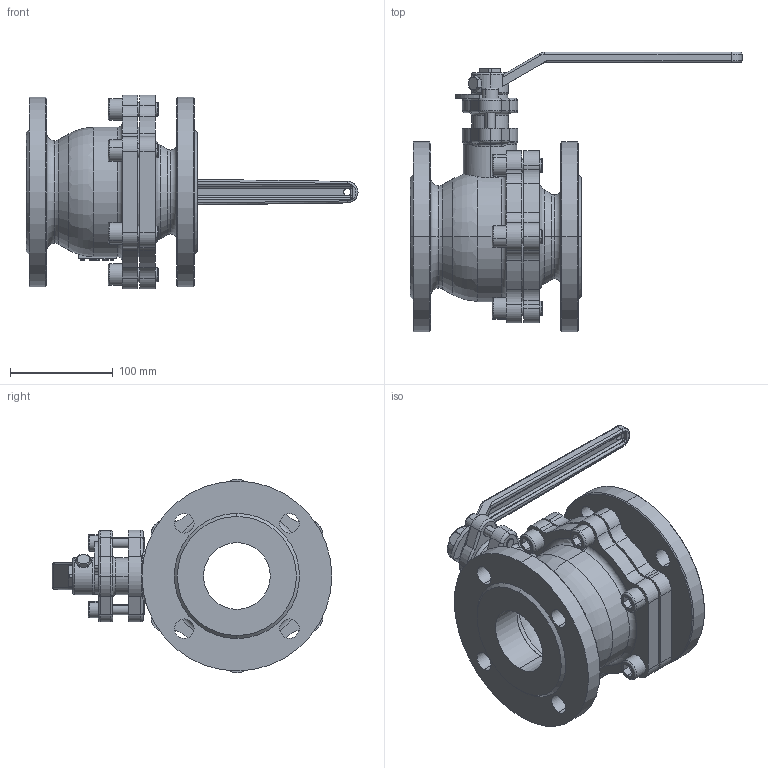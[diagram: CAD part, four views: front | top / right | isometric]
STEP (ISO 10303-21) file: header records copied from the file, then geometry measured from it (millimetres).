
FILE_DESCRIPTION (( 'STEP AP203' ), '1' );
FILE_NAME ('肅65蚾饜极.STEP', '2023-08-23T07:04:51', ( '' ), ( '' ), 'SwSTEP 2.0', 'SolidWorks 2021', '' );
FILE_SCHEMA (( 'CONFIG_CONTROL_DESIGN' ));
Length unit declared in the file: millimetre
Products named in the file (10): 日80借德65手柄; hexagon socket head cap screws gb_GB_FASTENER_SCREWS_HSHCS M10X45-N; 肅65概裝; 肅65蚾饜极; 日65借德65限位块; hexagon socket head cap screws gb_GB_FASTENER_SCREWS_HSHCS M14X35-N; 肅65衵概极; hexagon head bolts-full thread gb_GB_FASTENER_BOLT_STBAB A M8X16-N; 肅65酘概极; 日65借德65填料压盖
Assembly tree (15 placements, depth 2):
  肅65蚾饜极
    肅65酘概极
    肅65衵概极
    肅65概裝
    日65借德65填料压盖
    日65借德65限位块
    日80借德65手柄
    hexagon socket head cap screws gb_GB_FASTENER_SCREWS_HSHCS M14X35-N  x6
    hexagon socket head cap screws gb_GB_FASTENER_SCREWS_HSHCS M10X45-N  x2
    hexagon head bolts-full thread gb_GB_FASTENER_BOLT_STBAB A M8X16-N
Bounding box: 323.5 x 272.5 x 189 mm (x, y, z)
Volume: 1818006.5 mm3; surface area: 360872.7 mm2
Topology: 15 solids, 15 shells, 744 faces, 1871 edges, 1178 vertices
Faces by surface type: plane 329, cylinder 235, torus 71, cone 60, bspline 47, sphere 2
Entity records: 21824 total; most frequent: CARTESIAN_POINT 6004, ORIENTED_EDGE 3058, DIRECTION 3046, EDGE_CURVE 1529, AXIS2_PLACEMENT_3D 1134, VERTEX_POINT 980, VECTOR 778, LINE 778
